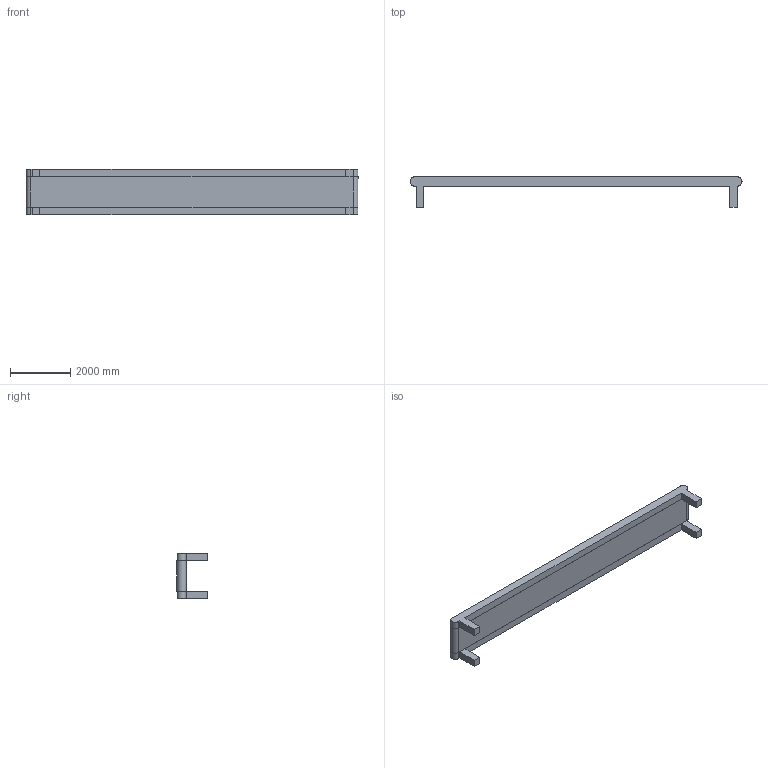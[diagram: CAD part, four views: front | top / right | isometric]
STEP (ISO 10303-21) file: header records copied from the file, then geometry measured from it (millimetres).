
FILE_DESCRIPTION(/* description */ (''),/* implementation_level */ '2;1');
FILE_NAME(/* name */ 'Banda10.stp',/* time_stamp */ '2024-06-28T01:05:48-05:00',/* author */ ('USER'),/* organization */ (''),/* preprocessor_version */ 'ST-DEVELOPER v19.2',/* originating_system */ 'Autodesk Inventor 2024',/* authorisation */ '');
FILE_SCHEMA (('AUTOMOTIVE_DESIGN { 1 0 10303 214 3 1 1 }'));
Length unit declared in the file: millimetre
Products named in the file (3): Banda; BandaLona; SoporteBanda
Assembly tree (2 placements, depth 2):
  Banda
    BandaLona
    SoporteBanda
Bounding box: 11014 x 1007 x 1500 mm (x, y, z)
Volume: 5252580034.7 mm3; surface area: 87917128.8 mm2
Topology: 2 solids, 2 shells, 32 faces, 82 edges, 54 vertices
Faces by surface type: plane 26, cylinder 6
Entity records: 1073 total; most frequent: CARTESIAN_POINT 173, DIRECTION 168, ORIENTED_EDGE 164, EDGE_CURVE 82, LINE 70, VECTOR 70, VERTEX_POINT 54, AXIS2_PLACEMENT_3D 49
